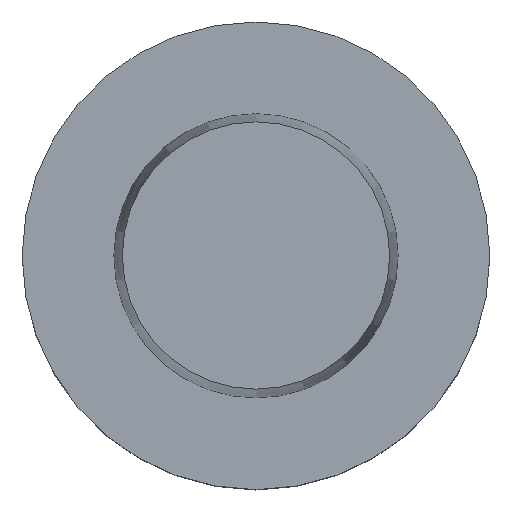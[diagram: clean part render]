
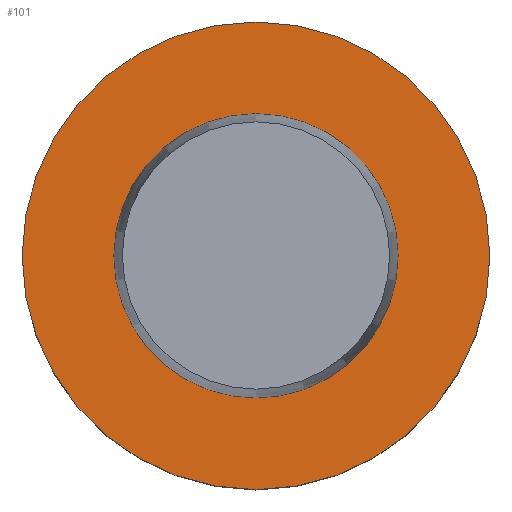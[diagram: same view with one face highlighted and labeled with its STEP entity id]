
A CAD part, top view. The second image highlights one B-rep face of the part: STEP entity #101.
In plain terms, the highlighted planar face has unit normal (0, 0, 1).
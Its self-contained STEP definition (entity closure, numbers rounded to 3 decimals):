
#70=EDGE_CURVE('240[2]',#188,#188,#189,.T.);
#78=EDGE_CURVE('240[2]',#200,#200,#201,.T.);
#101=ADVANCED_FACE('240[2]',(#236,#237),#238,.T.);
#188=VERTEX_POINT('',#351);
#189=CIRCLE('',#352,31.5);
#200=VERTEX_POINT('',#366);
#201=CIRCLE('',#367,19.15);
#236=FACE_OUTER_BOUND('',#410,.T.);
#237=FACE_BOUND('',#411,.T.);
#238=PLANE('',#412);
#351=CARTESIAN_POINT('',(0.,31.5,0.));
#352=AXIS2_PLACEMENT_3D('',#669,#670,#671);
#366=CARTESIAN_POINT('',(0.,19.15,0.));
#367=AXIS2_PLACEMENT_3D('',#683,#684,#685);
#410=EDGE_LOOP('',(#726));
#411=EDGE_LOOP('',(#727));
#412=AXIS2_PLACEMENT_3D('',#728,#729,#730);
#669=CARTESIAN_POINT('',(0.0,0.0,0.0));
#670=DIRECTION('',(0.,0.,1.0));
#671=DIRECTION('',(0.,1.0,0.));
#683=CARTESIAN_POINT('',(0.0,0.0,0.0));
#684=DIRECTION('',(0.,0.,1.0));
#685=DIRECTION('',(0.,1.0,0.));
#726=ORIENTED_EDGE('',*,*,#70,.T.);
#727=ORIENTED_EDGE('',*,*,#78,.F.);
#728=CARTESIAN_POINT('',(0.,25.325,0.));
#729=DIRECTION('',(0.,0.,1.0));
#730=DIRECTION('',(1.0,0.,0.0));
